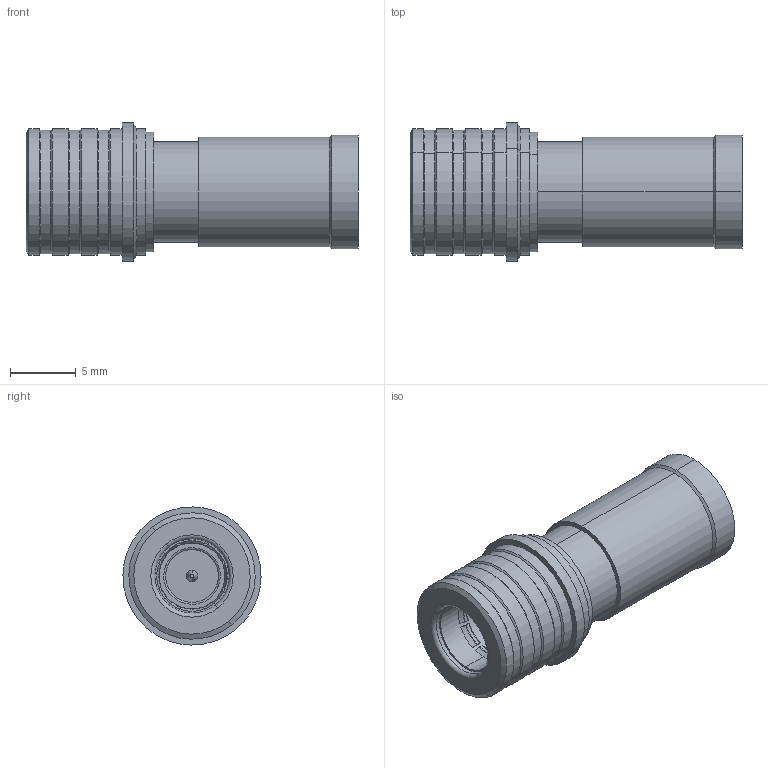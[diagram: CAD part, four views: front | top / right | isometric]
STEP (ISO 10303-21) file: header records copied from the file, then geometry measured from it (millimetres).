
FILE_DESCRIPTION (( 'STEP AP203' ), '1' );
FILE_NAME ('3190-6348(TC-250-QM-LP).STEP', '2020-08-18T05:55:59', ( '' ), ( '' ), 'SwSTEP 2.0', 'SolidWorks 2018', '' );
FILE_SCHEMA (( 'CONFIG_CONTROL_DESIGN' ));
Length unit declared in the file: inch
Products named in the file (1): 3190-6348(TC-250-QM-LP)
Bounding box: 25.21 x 10.5 x 10.5 mm (x, y, z)
Volume: 1157 mm3; surface area: 1274.3 mm2
Topology: 2 solids, 2 shells, 185 faces, 440 edges, 280 vertices
Faces by surface type: plane 67, cylinder 58, cone 40, torus 20
Entity records: 5716 total; most frequent: CARTESIAN_POINT 1291, DIRECTION 952, ORIENTED_EDGE 880, EDGE_CURVE 440, AXIS2_PLACEMENT_3D 390, VERTEX_POINT 280, EDGE_LOOP 208, CIRCLE 204
